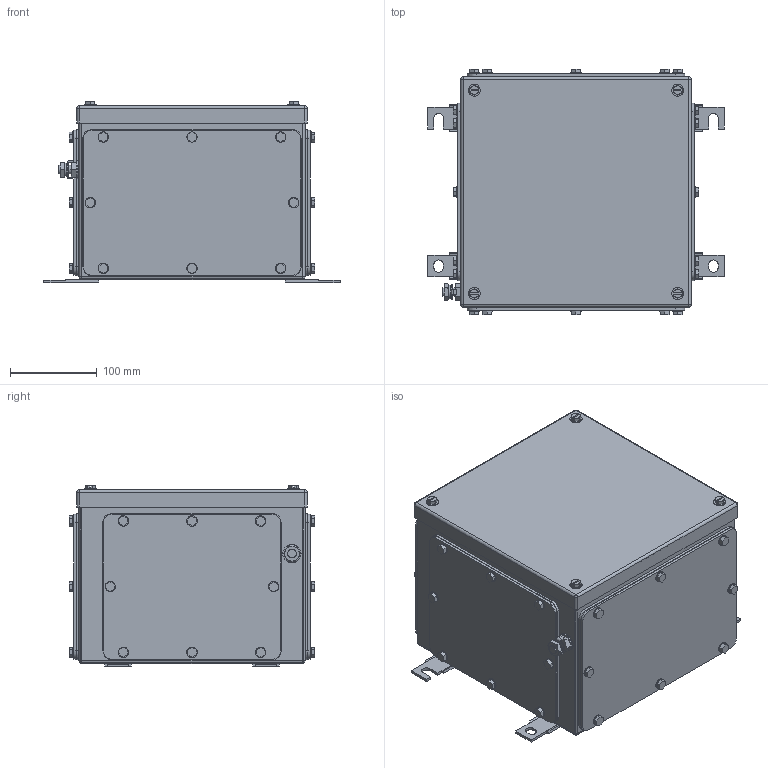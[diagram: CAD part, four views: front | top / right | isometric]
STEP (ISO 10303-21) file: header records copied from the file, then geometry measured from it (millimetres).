
FILE_DESCRIPTION(('CATIA V5 STEP Exchange','CAx-IF Rec.Pracs.--- Model Styling and Organization---1.4--- 2014-01-23'),'2;1');
FILE_NAME ('008618-4_2_1195790000_1195790000.stp','2019-09-24T10:58:45+00:00',('none'),('Weidmueller'),'CATIA Version 5-6 Release 2016 SP3 HF44','CATIA V5 STEP AP214','none');
FILE_SCHEMA(('AUTOMOTIVE_DESIGN { 1 0 10303 214 1 1 1 1 }'));
Products named in the file (1): Product7_AllCATPart
Bounding box: 341 x 282 x 208.5 mm (x, y, z)
Volume: 1121961.5 mm3; surface area: 1080904.5 mm2
Topology: 108 solids, 108 shells, 2312 faces, 5272 edges, 3276 vertices
Faces by surface type: cylinder 1014, plane 820, cone 432, torus 30, sphere 16
Entity records: 62011 total; most frequent: CARTESIAN_POINT 13578, ORIENTED_EDGE 10352, DIRECTION 8023, EDGE_CURVE 5176, AXIS2_PLACEMENT_3D 3742, VERTEX_POINT 3276, EDGE_LOOP 2768, VECTOR 2646
